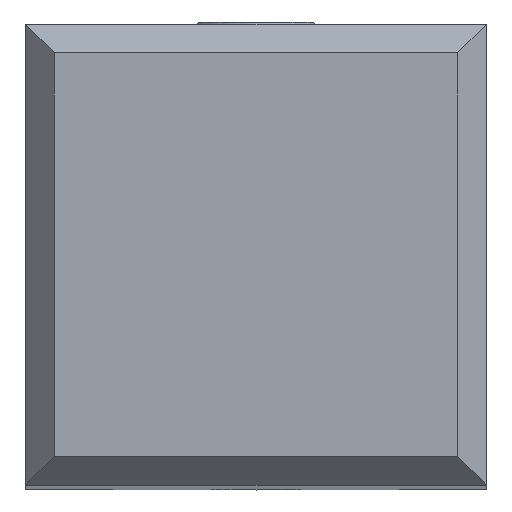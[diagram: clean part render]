
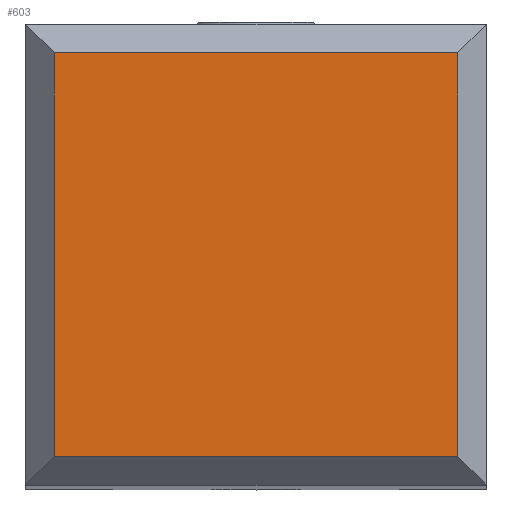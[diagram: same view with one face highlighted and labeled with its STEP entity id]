
A CAD part, top view. The second image highlights one B-rep face of the part: STEP entity #603.
In plain terms, the highlighted planar face has unit normal (0, 0, 1).
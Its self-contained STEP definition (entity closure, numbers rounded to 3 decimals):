
#528=FACE_OUTER_BOUND('',#724,.T.);
#603=ADVANCED_FACE('',(#528),#638,.T.);
#638=PLANE('',#2084);
#724=EDGE_LOOP('',(#1093,#1094,#1095,#1096));
#1093=ORIENTED_EDGE('',*,*,#1436,.F.);
#1094=ORIENTED_EDGE('',*,*,#1440,.T.);
#1095=ORIENTED_EDGE('',*,*,#1441,.F.);
#1096=ORIENTED_EDGE('',*,*,#1442,.F.);
#1247=VERTEX_POINT('',#3218);
#1248=VERTEX_POINT('',#3219);
#1249=VERTEX_POINT('',#3224);
#1250=VERTEX_POINT('',#3228);
#1436=EDGE_CURVE('',#1247,#1248,#1685,.T.);
#1440=EDGE_CURVE('',#1247,#1249,#1689,.T.);
#1441=EDGE_CURVE('',#1250,#1249,#1690,.T.);
#1442=EDGE_CURVE('',#1248,#1250,#1691,.T.);
#1685=LINE('',#3217,#1794);
#1689=LINE('',#3225,#1798);
#1690=LINE('',#3227,#1799);
#1691=LINE('',#3229,#1800);
#1794=VECTOR('',#2499,1.);
#1798=VECTOR('',#2505,1.);
#1799=VECTOR('',#2508,1.);
#1800=VECTOR('',#2509,1.);
#2084=AXIS2_PLACEMENT_3D('',#3230,#2510,#2511);
#2499=DIRECTION('',(0.,-1.,0.));
#2505=DIRECTION('',(-1.,0.,0.));
#2508=DIRECTION('',(0.,1.,0.));
#2509=DIRECTION('',(-1.,0.,0.));
#2510=DIRECTION('',(0.,0.,1.));
#2511=DIRECTION('',(1.,0.,0.));
#3217=CARTESIAN_POINT('',(-1.,15.,0.));
#3218=CARTESIAN_POINT('',(-1.,15.,0.));
#3219=CARTESIAN_POINT('',(-1.,1.,0.));
#3224=CARTESIAN_POINT('',(-15.,15.,0.));
#3225=CARTESIAN_POINT('',(-1.,15.,0.));
#3227=CARTESIAN_POINT('',(-15.,1.,0.));
#3228=CARTESIAN_POINT('',(-15.,1.,0.));
#3229=CARTESIAN_POINT('',(-1.,1.,0.));
#3230=CARTESIAN_POINT('',(-8.,8.,0.));
